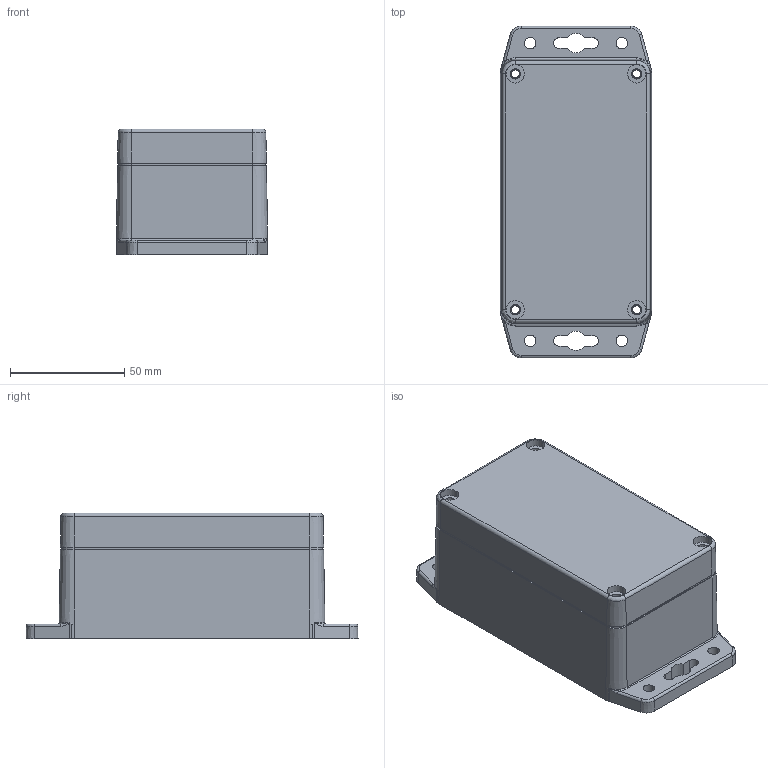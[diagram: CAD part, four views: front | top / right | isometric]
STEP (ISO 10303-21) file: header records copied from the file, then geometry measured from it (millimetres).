
FILE_DESCRIPTION (( 'STEP AP214' ), '1' );
FILE_NAME ('G205 組合件.STEP', '2010-12-07T02:45:22', ( 'NEF User' ), ( 'NEF User' ), 'SwSTEP 2.0', 'SolidWorks 2010', '' );
FILE_SCHEMA (( 'AUTOMOTIVE_DESIGN' ));
Length unit declared in the file: millimetre
Products named in the file (3): G205-BASE; G205-COVER; G205 組合件
Assembly tree (2 placements, depth 2):
  G205 組合件
    G205-BASE
    G205-COVER
Bounding box: 66.36 x 145 x 55 mm (x, y, z)
Volume: 120120.3 mm3; surface area: 81984.5 mm2
Topology: 2 solids, 2 shells, 583 faces, 1478 edges, 931 vertices
Faces by surface type: plane 212, cylinder 166, cone 125, bspline 80
Entity records: 20596 total; most frequent: CARTESIAN_POINT 6632, ORIENTED_EDGE 2920, DIRECTION 2892, EDGE_CURVE 1460, AXIS2_PLACEMENT_3D 1075, VERTEX_POINT 931, LINE 742, VECTOR 742
